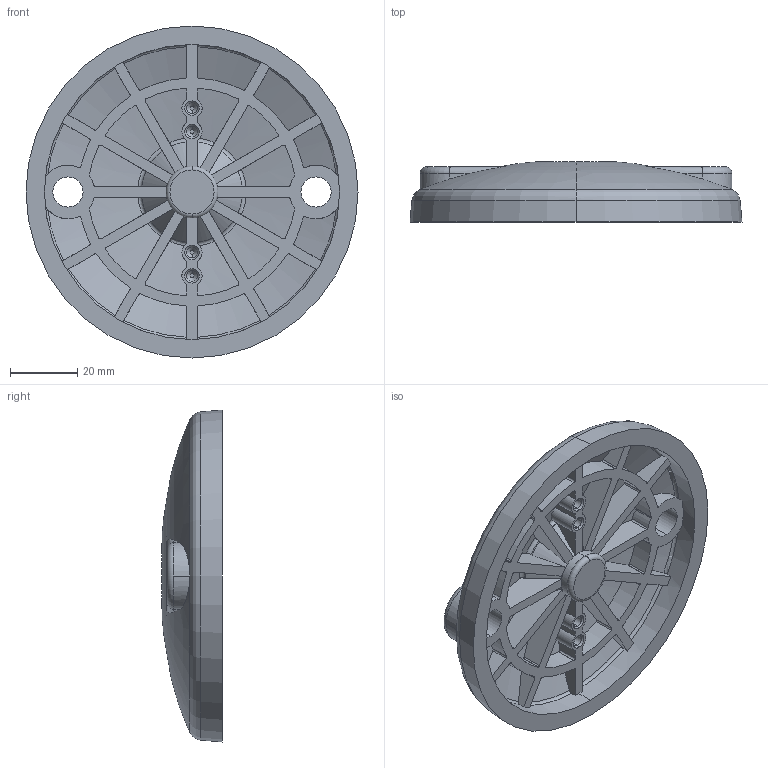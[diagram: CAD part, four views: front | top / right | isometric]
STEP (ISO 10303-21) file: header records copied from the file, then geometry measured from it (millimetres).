
FILE_DESCRIPTION (( 'STEP AP214' ), '1' );
FILE_NAME ('098d100kb.STEP', '2014-08-11T09:33:47', ( '' ), ( '' ), 'SwSTEP 2.0', 'SolidWorks 2014', '' );
FILE_SCHEMA (( 'AUTOMOTIVE_DESIGN' ));
Length unit declared in the file: millimetre
Products named in the file (1): 098d100kb
Bounding box: 99 x 18 x 99 mm (x, y, z)
Volume: 52859.4 mm3; surface area: 28391.3 mm2
Topology: 1 solids, 1 shells, 300 faces, 820 edges, 528 vertices
Faces by surface type: cylinder 142, plane 65, cone 56, torus 35, sphere 2
Entity records: 10466 total; most frequent: CARTESIAN_POINT 3003, ORIENTED_EDGE 1630, DIRECTION 1516, EDGE_CURVE 815, AXIS2_PLACEMENT_3D 616, VERTEX_POINT 525, CIRCLE 315, EDGE_LOOP 312
